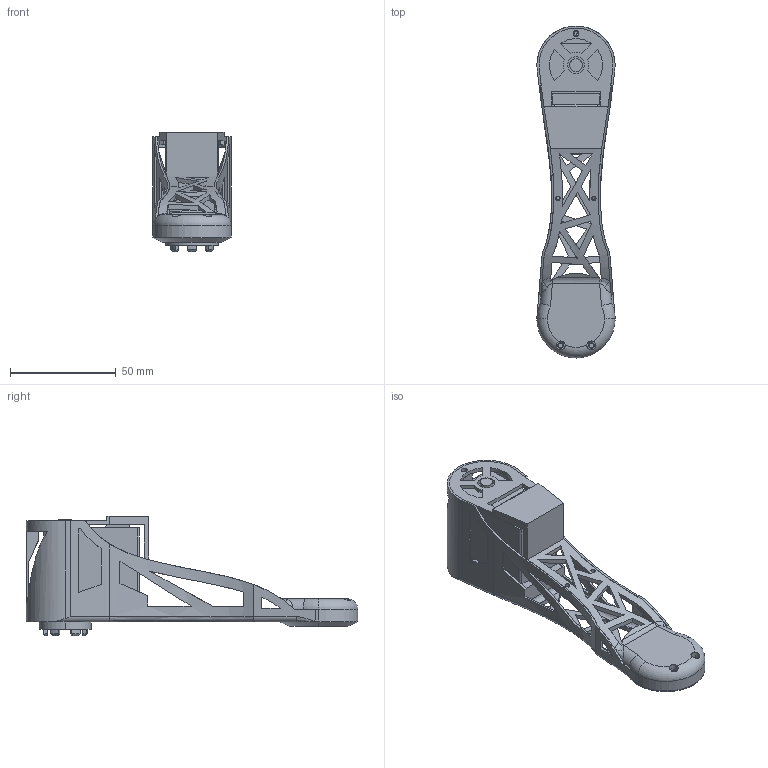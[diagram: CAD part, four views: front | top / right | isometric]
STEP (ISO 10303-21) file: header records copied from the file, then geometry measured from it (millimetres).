
FILE_DESCRIPTION (( 'STEP AP214' ), '1' );
FILE_NAME ('3AXIS_JOINT.STEP', '2024-11-13T07:14:03', ( '' ), ( '' ), 'SwSTEP 2.0', 'SolidWorks 2024', '' );
FILE_SCHEMA (( 'AUTOMOTIVE_DESIGN' ));
Length unit declared in the file: millimetre
Products named in the file (6): 3AXIS_JOINT; 2024.09.23_베어링_6705_ver8.0; 2024.10.21_모터고정대_3AXIS_cover_ver10.0; 2024.10.26_AXIS_베어링홀더_ver10.0; 2024.10.21_모터고정대_3AXIS_ver10.0; 2024.09.23_STS3215_ver8
Assembly tree (5 placements, depth 2):
  3AXIS_JOINT
    2024.10.21_모터고정대_3AXIS_ver10.0
    2024.09.23_STS3215_ver8
    2024.10.21_모터고정대_3AXIS_cover_ver10.0
    2024.09.23_베어링_6705_ver8.0
    2024.10.26_AXIS_베어링홀더_ver10.0
Bounding box: 37 x 157 x 56.5 mm (x, y, z)
Volume: 68878.2 mm3; surface area: 46394.6 mm2
Topology: 30 solids, 30 shells, 623 faces, 1714 edges, 1119 vertices
Faces by surface type: plane 280, cylinder 197, bspline 48, sphere 48, cone 28, torus 22
Entity records: 22282 total; most frequent: CARTESIAN_POINT 6743, ORIENTED_EDGE 3184, DIRECTION 2982, EDGE_CURVE 1592, AXIS2_PLACEMENT_3D 1088, VERTEX_POINT 1047, LINE 806, VECTOR 806
